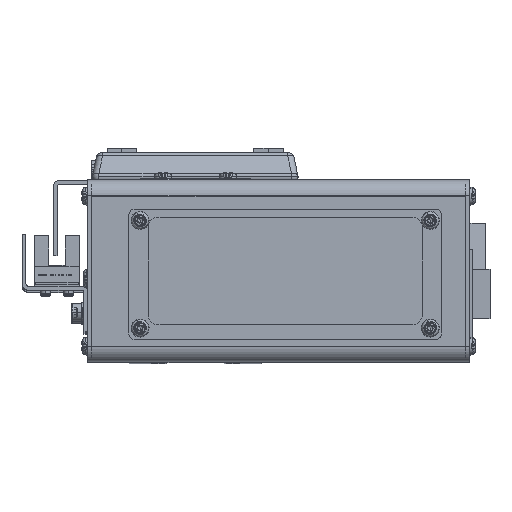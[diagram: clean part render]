
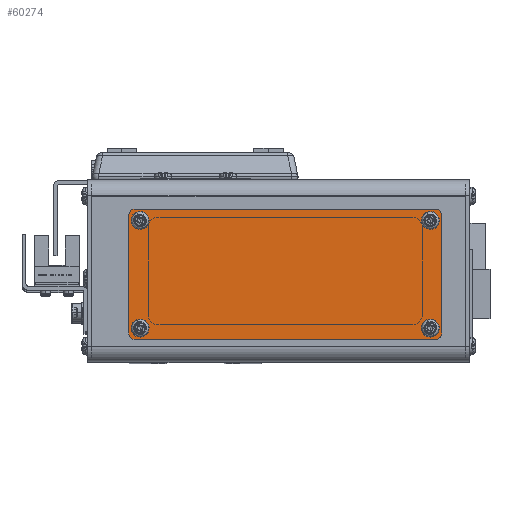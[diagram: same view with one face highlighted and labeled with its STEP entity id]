
A CAD part, top view. The second image highlights one B-rep face of the part: STEP entity #60274.
In plain terms, the highlighted face is planar.
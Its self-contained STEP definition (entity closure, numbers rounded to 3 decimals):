
#207 = AXIS2_PLACEMENT_3D ( 'NONE', #60796, #25585, #66729 ) ;
#336 = ORIENTED_EDGE ( 'NONE', *, *, #63930, .T. ) ;
#349 = CIRCLE ( 'NONE', #9442, 1.7 ) ;
#398 = VERTEX_POINT ( 'NONE', #7555 ) ;
#481 = CARTESIAN_POINT ( 'NONE',  ( 140.406, 197.769, 0. ) ) ;
#1047 = AXIS2_PLACEMENT_3D ( 'NONE', #10559, #51648, #16467 ) ;
#1352 = DIRECTION ( 'NONE',  ( 0., 0., 1. ) ) ;
#3112 = ORIENTED_EDGE ( 'NONE', *, *, #72985, .F. ) ;
#4357 = VERTEX_POINT ( 'NONE', #34404 ) ;
#4378 = EDGE_CURVE ( 'NONE', #26364, #18862, #24719, .T. ) ;
#4801 = DIRECTION ( 'NONE',  ( -1., 0., 0. ) ) ;
#4915 = CARTESIAN_POINT ( 'NONE',  ( 135.206, 232.269, 0. ) ) ;
#5457 = AXIS2_PLACEMENT_3D ( 'NONE', #24476, #65586, #30386 ) ;
#5682 = LINE ( 'NONE', #75888, #36967 ) ;
#5928 = AXIS2_PLACEMENT_3D ( 'NONE', #53529, #18357, #59422 ) ;
#6277 = AXIS2_PLACEMENT_3D ( 'NONE', #23066, #64151, #28957 ) ;
#6294 = VERTEX_POINT ( 'NONE', #64992 ) ;
#7157 = FACE_OUTER_BOUND ( 'NONE', #26116, .T. ) ;
#7265 = DIRECTION ( 'NONE',  ( 0., 0., 1. ) ) ;
#7555 = CARTESIAN_POINT ( 'NONE',  ( 49.606, 199.269, 0. ) ) ;
#7878 = FACE_BOUND ( 'NONE', #68925, .T. ) ;
#8129 = CIRCLE ( 'NONE', #40024, 1.7 ) ;
#8275 = EDGE_CURVE ( 'NONE', #20735, #33630, #51949, .T. ) ;
#8904 = EDGE_LOOP ( 'NONE', ( #67987, #336 ) ) ;
#9442 = AXIS2_PLACEMENT_3D ( 'NONE', #30004, #71112, #35950 ) ;
#9707 = FACE_BOUND ( 'NONE', #59930, .T. ) ;
#10120 = ORIENTED_EDGE ( 'NONE', *, *, #15806, .T. ) ;
#10559 = CARTESIAN_POINT ( 'NONE',  ( 136.906, 232.269, 0. ) ) ;
#11482 = DIRECTION ( 'NONE',  ( 0., 0., 1. ) ) ;
#11703 = ORIENTED_EDGE ( 'NONE', *, *, #41382, .T. ) ;
#11852 = CIRCLE ( 'NONE', #22168, 1.7 ) ;
#13224 = CARTESIAN_POINT ( 'NONE',  ( 46.406, 195.769, 0. ) ) ;
#13698 = VECTOR ( 'NONE', #35415, 1000. ) ;
#14137 = CARTESIAN_POINT ( 'NONE',  ( 138.406, 233.769, 0. ) ) ;
#14544 = ORIENTED_EDGE ( 'NONE', *, *, #8275, .F. ) ;
#14550 = ORIENTED_EDGE ( 'NONE', *, *, #70359, .F. ) ;
#14645 = CARTESIAN_POINT ( 'NONE',  ( 135.206, 199.269, 0. ) ) ;
#15244 = EDGE_CURVE ( 'NONE', #6294, #67204, #37620, .T. ) ;
#15515 = VERTEX_POINT ( 'NONE', #32611 ) ;
#15806 = EDGE_CURVE ( 'NONE', #20011, #398, #8129, .T. ) ;
#16467 = DIRECTION ( 'NONE',  ( 1., 0., 0. ) ) ;
#17137 = PLANE ( 'NONE',  #75432 ) ;
#17925 = CARTESIAN_POINT ( 'NONE',  ( 138.406, 195.769, 0. ) ) ;
#18357 = DIRECTION ( 'NONE',  ( 0., 0., 1. ) ) ;
#18511 = FACE_BOUND ( 'NONE', #8904, .T. ) ;
#18862 = VERTEX_POINT ( 'NONE', #65279 ) ;
#20011 = VERTEX_POINT ( 'NONE', #35336 ) ;
#20056 = DIRECTION ( 'NONE',  ( 1., 0., 0. ) ) ;
#20735 = VERTEX_POINT ( 'NONE', #31526 ) ;
#22018 = CARTESIAN_POINT ( 'NONE',  ( 44.406, 197.769, 0. ) ) ;
#22168 = AXIS2_PLACEMENT_3D ( 'NONE', #36590, #1352, #42491 ) ;
#22592 = AXIS2_PLACEMENT_3D ( 'NONE', #65430, #30226, #71317 ) ;
#23066 = CARTESIAN_POINT ( 'NONE',  ( 136.906, 199.269, 0. ) ) ;
#24234 = CIRCLE ( 'NONE', #70039, 2. ) ;
#24476 = CARTESIAN_POINT ( 'NONE',  ( 46.406, 233.769, 0. ) ) ;
#24719 = CIRCLE ( 'NONE', #6277, 1.7 ) ;
#24917 = EDGE_CURVE ( 'NONE', #15515, #62933, #24234, .T. ) ;
#25585 = DIRECTION ( 'NONE',  ( 0., 0., 1. ) ) ;
#26116 = EDGE_LOOP ( 'NONE', ( #27265, #3112, #29574, #75995, #14544, #33494, #54573, #14550 ) ) ;
#26364 = VERTEX_POINT ( 'NONE', #14645 ) ;
#27265 = ORIENTED_EDGE ( 'NONE', *, *, #39804, .F. ) ;
#28496 = VERTEX_POINT ( 'NONE', #59741 ) ;
#28934 = CARTESIAN_POINT ( 'NONE',  ( 46.406, 233.769, 0. ) ) ;
#28957 = DIRECTION ( 'NONE',  ( 1., 0., 0. ) ) ;
#29574 = ORIENTED_EDGE ( 'NONE', *, *, #24917, .F. ) ;
#29629 = EDGE_CURVE ( 'NONE', #73201, #20735, #44965, .T. ) ;
#29924 = CARTESIAN_POINT ( 'NONE',  ( 47.906, 199.269, 0. ) ) ;
#30004 = CARTESIAN_POINT ( 'NONE',  ( 47.906, 232.269, 0. ) ) ;
#30226 = DIRECTION ( 'NONE',  ( 0., 0., 1. ) ) ;
#30386 = DIRECTION ( 'NONE',  ( 1., 0., 0. ) ) ;
#31526 = CARTESIAN_POINT ( 'NONE',  ( 138.406, 195.769, 0. ) ) ;
#32611 = CARTESIAN_POINT ( 'NONE',  ( 140.406, 233.769, 0. ) ) ;
#33494 = ORIENTED_EDGE ( 'NONE', *, *, #29629, .F. ) ;
#33630 = VERTEX_POINT ( 'NONE', #481 ) ;
#34186 = CARTESIAN_POINT ( 'NONE',  ( 47.906, 232.269, 0. ) ) ;
#34404 = CARTESIAN_POINT ( 'NONE',  ( 46.406, 235.769, 0. ) ) ;
#35336 = CARTESIAN_POINT ( 'NONE',  ( 46.206, 199.269, 0. ) ) ;
#35415 = DIRECTION ( 'NONE',  ( 1., 0., 0. ) ) ;
#35871 = DIRECTION ( 'NONE',  ( 1., 0., 0. ) ) ;
#35950 = DIRECTION ( 'NONE',  ( 1., 0., 0. ) ) ;
#36590 = CARTESIAN_POINT ( 'NONE',  ( 136.906, 232.269, 0. ) ) ;
#36735 = ORIENTED_EDGE ( 'NONE', *, *, #41904, .T. ) ;
#36967 = VECTOR ( 'NONE', #52239, 1000. ) ;
#37620 = CIRCLE ( 'NONE', #74441, 1.7 ) ;
#39804 = EDGE_CURVE ( 'NONE', #4357, #28496, #46577, .T. ) ;
#40024 = AXIS2_PLACEMENT_3D ( 'NONE', #29924, #71042, #35871 ) ;
#40111 = DIRECTION ( 'NONE',  ( 1., 0., 0. ) ) ;
#40525 = EDGE_CURVE ( 'NONE', #40542, #43354, #56613, .T. ) ;
#40542 = VERTEX_POINT ( 'NONE', #4915 ) ;
#41382 = EDGE_CURVE ( 'NONE', #398, #20011, #71172, .T. ) ;
#41904 = EDGE_CURVE ( 'NONE', #67204, #6294, #349, .T. ) ;
#42476 = CARTESIAN_POINT ( 'NONE',  ( 47.906, 199.269, 0. ) ) ;
#42491 = DIRECTION ( 'NONE',  ( 1., 0., 0. ) ) ;
#43354 = VERTEX_POINT ( 'NONE', #64635 ) ;
#44965 = LINE ( 'NONE', #17925, #13698 ) ;
#46390 = CARTESIAN_POINT ( 'NONE',  ( 46.206, 232.269, 0. ) ) ;
#46577 = CIRCLE ( 'NONE', #5457, 2. ) ;
#48362 = DIRECTION ( 'NONE',  ( 1., 0., 0. ) ) ;
#49231 = EDGE_CURVE ( 'NONE', #33630, #15515, #5682, .T. ) ;
#50012 = EDGE_CURVE ( 'NONE', #75575, #73201, #53345, .T. ) ;
#50563 = ORIENTED_EDGE ( 'NONE', *, *, #71107, .T. ) ;
#51648 = DIRECTION ( 'NONE',  ( 0., 0., 1. ) ) ;
#51949 = CIRCLE ( 'NONE', #5928, 2. ) ;
#52239 = DIRECTION ( 'NONE',  ( 0., 1., 0. ) ) ;
#52569 = DIRECTION ( 'NONE',  ( 1., 0., 0. ) ) ;
#53345 = CIRCLE ( 'NONE', #22592, 2. ) ;
#53529 = CARTESIAN_POINT ( 'NONE',  ( 138.406, 197.769, 0. ) ) ;
#53913 = ORIENTED_EDGE ( 'NONE', *, *, #40525, .T. ) ;
#54573 = ORIENTED_EDGE ( 'NONE', *, *, #50012, .F. ) ;
#55224 = DIRECTION ( 'NONE',  ( 0., 0., 1. ) ) ;
#55663 = AXIS2_PLACEMENT_3D ( 'NONE', #42476, #7265, #48362 ) ;
#56485 = DIRECTION ( 'NONE',  ( 0., -1., 0. ) ) ;
#56613 = CIRCLE ( 'NONE', #1047, 1.7 ) ;
#58794 = LINE ( 'NONE', #73972, #72605 ) ;
#59075 = ORIENTED_EDGE ( 'NONE', *, *, #15244, .T. ) ;
#59422 = DIRECTION ( 'NONE',  ( 1., 0., 0. ) ) ;
#59741 = CARTESIAN_POINT ( 'NONE',  ( 44.406, 233.769, 0. ) ) ;
#59930 = EDGE_LOOP ( 'NONE', ( #36735, #59075 ) ) ;
#60274 = ADVANCED_FACE ( 'NONE', ( #68546, #9707, #7157, #7878, #18511 ), #17137, .F. ) ;
#60796 = CARTESIAN_POINT ( 'NONE',  ( 136.906, 199.269, 0. ) ) ;
#61446 = EDGE_LOOP ( 'NONE', ( #53913, #50563 ) ) ;
#62933 = VERTEX_POINT ( 'NONE', #72504 ) ;
#63930 = EDGE_CURVE ( 'NONE', #18862, #26364, #68756, .T. ) ;
#64151 = DIRECTION ( 'NONE',  ( 0., 0., 1. ) ) ;
#64635 = CARTESIAN_POINT ( 'NONE',  ( 138.606, 232.269, 0. ) ) ;
#64992 = CARTESIAN_POINT ( 'NONE',  ( 49.606, 232.269, 0. ) ) ;
#65279 = CARTESIAN_POINT ( 'NONE',  ( 138.606, 199.269, 0. ) ) ;
#65430 = CARTESIAN_POINT ( 'NONE',  ( 46.406, 197.769, 0. ) ) ;
#65586 = DIRECTION ( 'NONE',  ( 0., 0., 1. ) ) ;
#66729 = DIRECTION ( 'NONE',  ( 1., 0., 0. ) ) ;
#67204 = VERTEX_POINT ( 'NONE', #46390 ) ;
#67987 = ORIENTED_EDGE ( 'NONE', *, *, #4378, .T. ) ;
#68546 = FACE_BOUND ( 'NONE', #61446, .T. ) ;
#68756 = CIRCLE ( 'NONE', #207, 1.7 ) ;
#68925 = EDGE_LOOP ( 'NONE', ( #10120, #11703 ) ) ;
#70039 = AXIS2_PLACEMENT_3D ( 'NONE', #14137, #55224, #20056 ) ;
#70359 = EDGE_CURVE ( 'NONE', #28496, #75575, #58794, .T. ) ;
#71042 = DIRECTION ( 'NONE',  ( 0., 0., 1. ) ) ;
#71107 = EDGE_CURVE ( 'NONE', #43354, #40542, #11852, .T. ) ;
#71112 = DIRECTION ( 'NONE',  ( 0., 0., 1. ) ) ;
#71172 = CIRCLE ( 'NONE', #55663, 1.7 ) ;
#71317 = DIRECTION ( 'NONE',  ( 1., 0., 0. ) ) ;
#71498 = VECTOR ( 'NONE', #4801, 1000. ) ;
#72504 = CARTESIAN_POINT ( 'NONE',  ( 138.406, 235.769, 0. ) ) ;
#72605 = VECTOR ( 'NONE', #56485, 1000. ) ;
#72985 = EDGE_CURVE ( 'NONE', #62933, #4357, #73382, .T. ) ;
#73201 = VERTEX_POINT ( 'NONE', #13224 ) ;
#73382 = LINE ( 'NONE', #75197, #71498 ) ;
#73972 = CARTESIAN_POINT ( 'NONE',  ( 44.406, 197.769, 0. ) ) ;
#74441 = AXIS2_PLACEMENT_3D ( 'NONE', #34186, #75293, #40111 ) ;
#75197 = CARTESIAN_POINT ( 'NONE',  ( 46.406, 235.769, 0. ) ) ;
#75293 = DIRECTION ( 'NONE',  ( 0., 0., 1. ) ) ;
#75432 = AXIS2_PLACEMENT_3D ( 'NONE', #28934, #11482, #52569 ) ;
#75575 = VERTEX_POINT ( 'NONE', #22018 ) ;
#75888 = CARTESIAN_POINT ( 'NONE',  ( 140.406, 233.769, 0. ) ) ;
#75995 = ORIENTED_EDGE ( 'NONE', *, *, #49231, .F. ) ;
